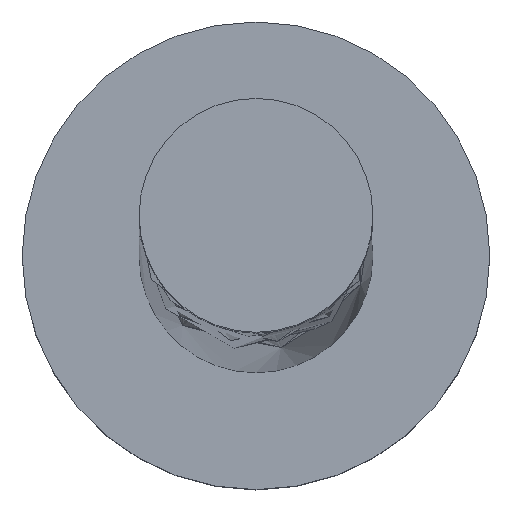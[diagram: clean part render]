
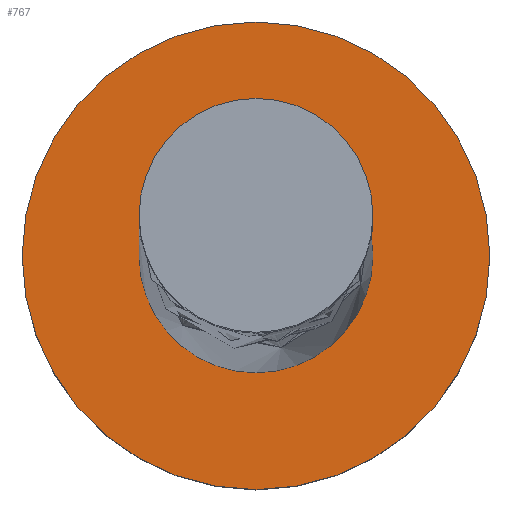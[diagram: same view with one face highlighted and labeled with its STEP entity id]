
A CAD part, top view. The second image highlights one B-rep face of the part: STEP entity #767.
In plain terms, the highlighted planar face has unit normal (0, 0, 1).
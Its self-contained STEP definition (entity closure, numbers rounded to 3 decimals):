
#46 = DIRECTION ( 'NONE',  ( 0., 0., 1. ) ) ;
#68 = VERTEX_POINT ( 'NONE', #824 ) ;
#96 = CARTESIAN_POINT ( 'NONE',  ( 0., 0., 2. ) ) ;
#108 = DIRECTION ( 'NONE',  ( 0., 0., 1. ) ) ;
#160 = CIRCLE ( 'NONE', #338, 2.5 ) ;
#177 = ORIENTED_EDGE ( 'NONE', *, *, #897, .F. ) ;
#204 = ORIENTED_EDGE ( 'NONE', *, *, #948, .F. ) ;
#210 = CIRCLE ( 'NONE', #1312, 1.25 ) ;
#338 = AXIS2_PLACEMENT_3D ( 'NONE', #1179, #108, #488 ) ;
#363 = DIRECTION ( 'NONE',  ( 0., 0., 1. ) ) ;
#381 = CARTESIAN_POINT ( 'NONE',  ( -2.5, 0., 2. ) ) ;
#441 = EDGE_CURVE ( 'NONE', #68, #1550, #1387, .T. ) ;
#488 = DIRECTION ( 'NONE',  ( 1., 0., 0. ) ) ;
#609 = CARTESIAN_POINT ( 'NONE',  ( -1.25, 0., 2. ) ) ;
#702 = PLANE ( 'NONE',  #1696 ) ;
#738 = VERTEX_POINT ( 'NONE', #609 ) ;
#762 = DIRECTION ( 'NONE',  ( 1., 0., 0. ) ) ;
#767 = ADVANCED_FACE ( 'NONE', ( #1365, #1106 ), #702, .T. ) ;
#798 = EDGE_CURVE ( 'NONE', #1550, #68, #160, .T. ) ;
#824 = CARTESIAN_POINT ( 'NONE',  ( 2.5, 0., 2. ) ) ;
#884 = CARTESIAN_POINT ( 'NONE',  ( 0., 0., 2. ) ) ;
#897 = EDGE_CURVE ( 'NONE', #738, #1495, #950, .T. ) ;
#948 = EDGE_CURVE ( 'NONE', #1495, #738, #210, .T. ) ;
#950 = CIRCLE ( 'NONE', #1085, 1.25 ) ;
#1007 = DIRECTION ( 'NONE',  ( 1., 0., 0. ) ) ;
#1085 = AXIS2_PLACEMENT_3D ( 'NONE', #96, #1693, #1007 ) ;
#1092 = DIRECTION ( 'NONE',  ( 0., 0., 1. ) ) ;
#1106 = FACE_OUTER_BOUND ( 'NONE', #1522, .T. ) ;
#1179 = CARTESIAN_POINT ( 'NONE',  ( 0., 0., 2. ) ) ;
#1235 = CARTESIAN_POINT ( 'NONE',  ( 0., 0., 2. ) ) ;
#1312 = AXIS2_PLACEMENT_3D ( 'NONE', #1349, #1092, #1338 ) ;
#1332 = ORIENTED_EDGE ( 'NONE', *, *, #441, .T. ) ;
#1338 = DIRECTION ( 'NONE',  ( 1., 0., 0. ) ) ;
#1349 = CARTESIAN_POINT ( 'NONE',  ( 0., 0., 2. ) ) ;
#1365 = FACE_BOUND ( 'NONE', #1620, .T. ) ;
#1387 = CIRCLE ( 'NONE', #1603, 2.5 ) ;
#1396 = ORIENTED_EDGE ( 'NONE', *, *, #798, .T. ) ;
#1495 = VERTEX_POINT ( 'NONE', #1528 ) ;
#1522 = EDGE_LOOP ( 'NONE', ( #1396, #1332 ) ) ;
#1528 = CARTESIAN_POINT ( 'NONE',  ( 1.25, 0., 2. ) ) ;
#1550 = VERTEX_POINT ( 'NONE', #381 ) ;
#1603 = AXIS2_PLACEMENT_3D ( 'NONE', #884, #363, #762 ) ;
#1620 = EDGE_LOOP ( 'NONE', ( #177, #204 ) ) ;
#1629 = DIRECTION ( 'NONE',  ( 1., 0., 0. ) ) ;
#1693 = DIRECTION ( 'NONE',  ( 0., 0., 1. ) ) ;
#1696 = AXIS2_PLACEMENT_3D ( 'NONE', #1235, #46, #1629 ) ;
